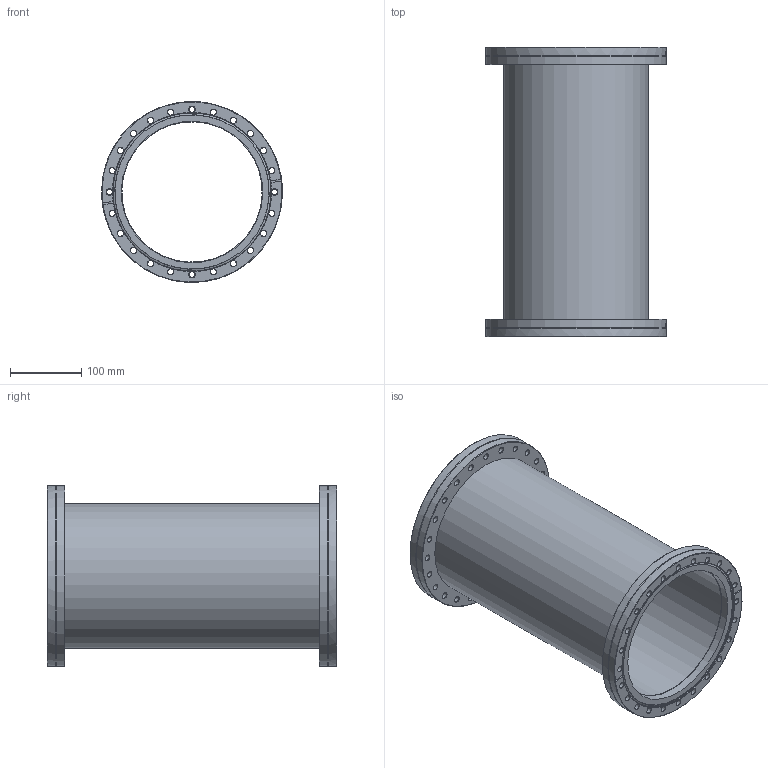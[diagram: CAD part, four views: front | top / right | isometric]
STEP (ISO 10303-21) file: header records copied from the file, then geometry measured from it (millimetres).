
FILE_DESCRIPTION(/* description */ (''),/* implementation_level */ '2;1');
FILE_NAME(/* name */ 'FL-SC200CF.stp',/* time_stamp */ '2018-01-24T13:30:13+00:00',/* author */ ('paul'),/* organization */ (''),/* preprocessor_version */ 'ST-DEVELOPER v16.13',/* originating_system */ 'Autodesk Inventor 2018',/* authorisation */ '');
FILE_SCHEMA (('AUTOMOTIVE_DESIGN { 1 0 10303 214 3 1 1 }'));
Length unit declared in the file: millimetre
Products named in the file (5): FL-SC200CF; FL-200CF-203; FL-200CFR-203 INNER; FL-200CFR OUTER; tube
Assembly tree (4 placements, depth 2):
  FL-SC200CF
    FL-200CF-203
    FL-200CFR-203 INNER
    FL-200CFR OUTER
    tube
Bounding box: 254 x 406.4 x 254 mm (x, y, z)
Volume: 1570200.3 mm3; surface area: 687383.6 mm2
Topology: 4 solids, 4 shells, 373 faces, 1056 edges, 685 vertices
Faces by surface type: cone 109, bspline 106, cylinder 82, plane 74, torus 2
Full cylindrical faces by diameter (mm): 8.4 x48, 197 x1, 198.5 x2, 203.2 x1, 203.7 x2, 211 x1, 222 x1, 222.2 x2, 254 x4
Entity records: 34548 total; most frequent: CARTESIAN_POINT 26070, ORIENTED_EDGE 1626, DIRECTION 1540, EDGE_CURVE 813, AXIS2_PLACEMENT_3D 655, EDGE_LOOP 638, VERTEX_POINT 609, CIRCLE 379
